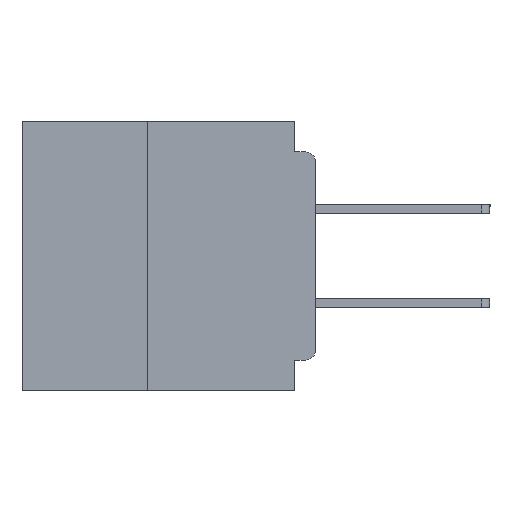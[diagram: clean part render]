
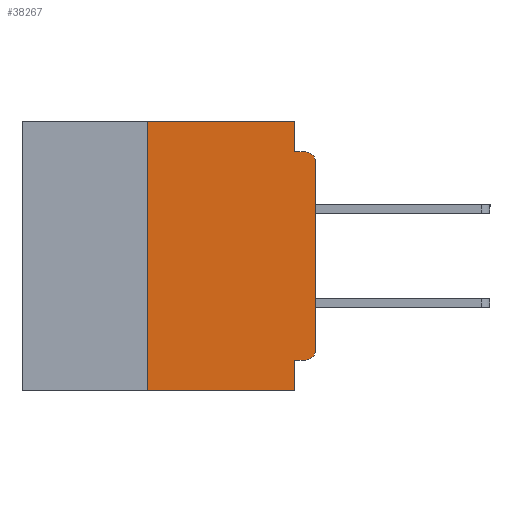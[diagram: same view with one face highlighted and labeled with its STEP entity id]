
A CAD part, left-side view. The second image highlights one B-rep face of the part: STEP entity #38267.
In plain terms, the highlighted planar face has unit normal (-1, 0, 0).
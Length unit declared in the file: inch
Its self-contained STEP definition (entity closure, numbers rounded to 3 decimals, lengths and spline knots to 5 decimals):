
#218 = ORIENTED_EDGE ( 'NONE', *, *, #22208, .F. ) ;
#1041 = VECTOR ( 'NONE', #7010, 39.37008 ) ;
#1495 = VERTEX_POINT ( 'NONE', #38357 ) ;
#1803 = CARTESIAN_POINT ( 'NONE',  ( 0., 0., -0.045 ) ) ;
#2661 = CARTESIAN_POINT ( 'NONE',  ( 0., 0.031, 0. ) ) ;
#2892 = LINE ( 'NONE', #27702, #34026 ) ;
#3165 = EDGE_CURVE ( 'NONE', #12508, #1495, #18015, .T. ) ;
#5363 = EDGE_CURVE ( 'NONE', #22480, #19168, #8808, .T. ) ;
#5768 = LINE ( 'NONE', #31993, #21001 ) ;
#6868 = EDGE_CURVE ( 'NONE', #1495, #8825, #5768, .T. ) ;
#7010 = DIRECTION ( 'NONE',  ( 0., 0., 1. ) ) ;
#7733 = CARTESIAN_POINT ( 'NONE',  ( 0., 0.015, -0.34 ) ) ;
#7918 = PLANE ( 'NONE',  #15661 ) ;
#7973 = DIRECTION ( 'NONE',  ( 0., -1., 0. ) ) ;
#8045 = DIRECTION ( 'NONE',  ( 0., 0., -1. ) ) ;
#8294 = VECTOR ( 'NONE', #26831, 39.37008 ) ;
#8597 = CARTESIAN_POINT ( 'NONE',  ( 0., 0., -0.34 ) ) ;
#8808 = LINE ( 'NONE', #28947, #16876 ) ;
#8825 = VERTEX_POINT ( 'NONE', #2661 ) ;
#8996 = VECTOR ( 'NONE', #13999, 39.37008 ) ;
#9771 = CARTESIAN_POINT ( 'NONE',  ( 0., 0., 0. ) ) ;
#10387 = AXIS2_PLACEMENT_3D ( 'NONE', #17793, #38710, #20898 ) ;
#10389 = ORIENTED_EDGE ( 'NONE', *, *, #32386, .T. ) ;
#10722 = DIRECTION ( 'NONE',  ( 0., 0., -1. ) ) ;
#11077 = VERTEX_POINT ( 'NONE', #36507 ) ;
#11287 = ORIENTED_EDGE ( 'NONE', *, *, #14133, .F. ) ;
#12508 = VERTEX_POINT ( 'NONE', #33743 ) ;
#13733 = CARTESIAN_POINT ( 'NONE',  ( 0., 0.25, -0.4 ) ) ;
#13999 = DIRECTION ( 'NONE',  ( 0., 0., 1. ) ) ;
#14133 = EDGE_CURVE ( 'NONE', #28463, #20578, #33669, .T. ) ;
#14676 = ORIENTED_EDGE ( 'NONE', *, *, #5363, .F. ) ;
#14873 = ORIENTED_EDGE ( 'NONE', *, *, #28118, .T. ) ;
#15204 = EDGE_CURVE ( 'NONE', #19168, #11077, #2892, .T. ) ;
#15661 = AXIS2_PLACEMENT_3D ( 'NONE', #17056, #26212, #8045 ) ;
#16634 = ORIENTED_EDGE ( 'NONE', *, *, #15204, .F. ) ;
#16876 = VECTOR ( 'NONE', #28814, 39.37008 ) ;
#17056 = CARTESIAN_POINT ( 'NONE',  ( 0., 0.437, 0. ) ) ;
#17309 = LINE ( 'NONE', #17686, #8294 ) ;
#17366 = VECTOR ( 'NONE', #37161, 39.37008 ) ;
#17686 = CARTESIAN_POINT ( 'NONE',  ( 0., 0.031, 0. ) ) ;
#17793 = CARTESIAN_POINT ( 'NONE',  ( 0., 0.015, -0.06 ) ) ;
#18015 = LINE ( 'NONE', #13733, #8996 ) ;
#18314 = LINE ( 'NONE', #36903, #17366 ) ;
#19004 = CIRCLE ( 'NONE', #10387, 0.015 ) ;
#19168 = VERTEX_POINT ( 'NONE', #27747 ) ;
#20578 = VERTEX_POINT ( 'NONE', #28051 ) ;
#20898 = DIRECTION ( 'NONE',  ( 0., 0., -1. ) ) ;
#21001 = VECTOR ( 'NONE', #7973, 39.37008 ) ;
#21773 = ORIENTED_EDGE ( 'NONE', *, *, #37687, .T. ) ;
#22208 = EDGE_CURVE ( 'NONE', #8825, #28463, #17309, .T. ) ;
#22480 = VERTEX_POINT ( 'NONE', #28121 ) ;
#23115 = EDGE_CURVE ( 'NONE', #23757, #33441, #25305, .T. ) ;
#23757 = VERTEX_POINT ( 'NONE', #8597 ) ;
#25305 = LINE ( 'NONE', #9771, #1041 ) ;
#25743 = VECTOR ( 'NONE', #35037, 39.37008 ) ;
#26212 = DIRECTION ( 'NONE',  ( 1., 0., 0. ) ) ;
#26831 = DIRECTION ( 'NONE',  ( 0., 0., -1. ) ) ;
#27702 = CARTESIAN_POINT ( 'NONE',  ( 0., 0.031, -0.4 ) ) ;
#27747 = CARTESIAN_POINT ( 'NONE',  ( 0., 0.031, -0.355 ) ) ;
#27763 = ORIENTED_EDGE ( 'NONE', *, *, #6868, .F. ) ;
#28051 = CARTESIAN_POINT ( 'NONE',  ( 0., 0.015, -0.045 ) ) ;
#28118 = EDGE_CURVE ( 'NONE', #12508, #11077, #18314, .T. ) ;
#28121 = CARTESIAN_POINT ( 'NONE',  ( 0., 0.015, -0.355 ) ) ;
#28463 = VERTEX_POINT ( 'NONE', #38816 ) ;
#28814 = DIRECTION ( 'NONE',  ( 0., 1., 0. ) ) ;
#28923 = DIRECTION ( 'NONE',  ( -1., 0., 0. ) ) ;
#28947 = CARTESIAN_POINT ( 'NONE',  ( 0., 0., -0.355 ) ) ;
#29533 = CARTESIAN_POINT ( 'NONE',  ( 0., 0., -0.06 ) ) ;
#30163 = CIRCLE ( 'NONE', #37479, 0.015 ) ;
#30702 = DIRECTION ( 'NONE',  ( 0., 0., -1. ) ) ;
#31993 = CARTESIAN_POINT ( 'NONE',  ( 0., 0.437, 0. ) ) ;
#32386 = EDGE_CURVE ( 'NONE', #33441, #20578, #19004, .T. ) ;
#33333 = FACE_OUTER_BOUND ( 'NONE', #35864, .T. ) ;
#33441 = VERTEX_POINT ( 'NONE', #29533 ) ;
#33495 = ORIENTED_EDGE ( 'NONE', *, *, #3165, .F. ) ;
#33669 = LINE ( 'NONE', #1803, #25743 ) ;
#33743 = CARTESIAN_POINT ( 'NONE',  ( 0., 0.25, -0.4 ) ) ;
#34026 = VECTOR ( 'NONE', #30702, 39.37008 ) ;
#35037 = DIRECTION ( 'NONE',  ( 0., -1., 0. ) ) ;
#35640 = ORIENTED_EDGE ( 'NONE', *, *, #23115, .T. ) ;
#35864 = EDGE_LOOP ( 'NONE', ( #35640, #10389, #11287, #218, #27763, #33495, #14873, #16634, #14676, #21773 ) ) ;
#36507 = CARTESIAN_POINT ( 'NONE',  ( 0., 0.031, -0.4 ) ) ;
#36903 = CARTESIAN_POINT ( 'NONE',  ( 0., 0.437, -0.4 ) ) ;
#37161 = DIRECTION ( 'NONE',  ( 0., -1., 0. ) ) ;
#37479 = AXIS2_PLACEMENT_3D ( 'NONE', #7733, #28923, #10722 ) ;
#37687 = EDGE_CURVE ( 'NONE', #22480, #23757, #30163, .T. ) ;
#38267 = ADVANCED_FACE ( 'NONE', ( #33333 ), #7918, .F. ) ;
#38357 = CARTESIAN_POINT ( 'NONE',  ( 0., 0.25, 0. ) ) ;
#38710 = DIRECTION ( 'NONE',  ( -1., 0., 0. ) ) ;
#38816 = CARTESIAN_POINT ( 'NONE',  ( 0., 0.031, -0.045 ) ) ;
